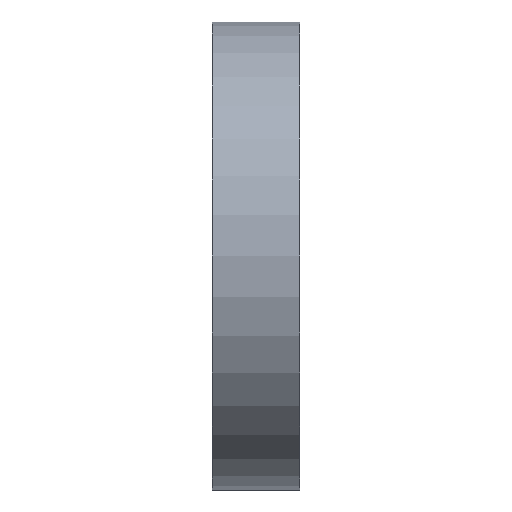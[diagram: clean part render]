
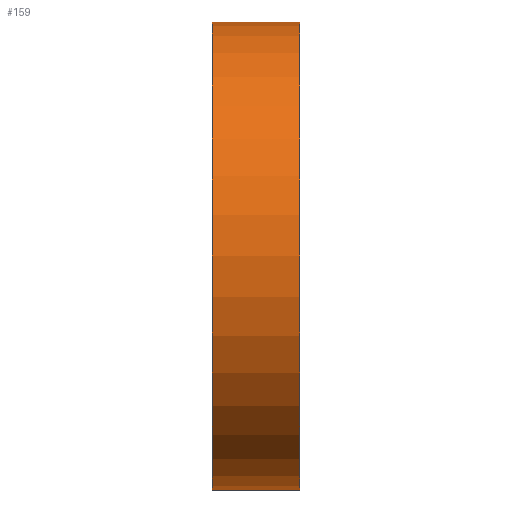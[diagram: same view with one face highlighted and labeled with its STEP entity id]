
A CAD part, left-side view. The second image highlights one B-rep face of the part: STEP entity #159.
In plain terms, the highlighted cylindrical face has radius 80 mm (diameter 160 mm), a partial arc.
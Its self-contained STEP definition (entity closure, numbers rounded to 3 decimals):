
#10 = CARTESIAN_POINT ( 'NONE',  ( 0., 0., 80. ) ) ;
#35 = AXIS2_PLACEMENT_3D ( 'NONE', #127, #1063, #947 ) ;
#58 = CARTESIAN_POINT ( 'NONE',  ( 0., 30., -80. ) ) ;
#76 = VECTOR ( 'NONE', #1468, 1000. ) ;
#117 = VERTEX_POINT ( 'NONE', #10 ) ;
#127 = CARTESIAN_POINT ( 'NONE',  ( 0., 0., 0. ) ) ;
#145 = CARTESIAN_POINT ( 'NONE',  ( 0., 30., 0. ) ) ;
#159 = ADVANCED_FACE ( 'NONE', ( #398 ), #622, .T. ) ;
#256 = LINE ( 'NONE', #500, #749 ) ;
#305 = CARTESIAN_POINT ( 'NONE',  ( 0., 30., 80. ) ) ;
#339 = EDGE_LOOP ( 'NONE', ( #1387, #1408, #1146, #1447 ) ) ;
#364 = EDGE_CURVE ( 'NONE', #851, #485, #1453, .T. ) ;
#365 = DIRECTION ( 'NONE',  ( 0., 0., -1. ) ) ;
#392 = VERTEX_POINT ( 'NONE', #305 ) ;
#398 = FACE_OUTER_BOUND ( 'NONE', #339, .T. ) ;
#470 = DIRECTION ( 'NONE',  ( 0., -1., 0. ) ) ;
#474 = DIRECTION ( 'NONE',  ( 0., 0., 1. ) ) ;
#485 = VERTEX_POINT ( 'NONE', #1482 ) ;
#500 = CARTESIAN_POINT ( 'NONE',  ( 0., 30., 80. ) ) ;
#571 = AXIS2_PLACEMENT_3D ( 'NONE', #145, #1172, #474 ) ;
#602 = CIRCLE ( 'NONE', #35, 80. ) ;
#622 = CYLINDRICAL_SURFACE ( 'NONE', #901, 80. ) ;
#625 = CARTESIAN_POINT ( 'NONE',  ( 0., 30., -80. ) ) ;
#749 = VECTOR ( 'NONE', #963, 1000. ) ;
#768 = EDGE_CURVE ( 'NONE', #392, #117, #256, .T. ) ;
#851 = VERTEX_POINT ( 'NONE', #625 ) ;
#901 = AXIS2_PLACEMENT_3D ( 'NONE', #937, #470, #365 ) ;
#937 = CARTESIAN_POINT ( 'NONE',  ( 0., 30., 0. ) ) ;
#947 = DIRECTION ( 'NONE',  ( 0., 0., 1. ) ) ;
#963 = DIRECTION ( 'NONE',  ( 0., -1., 0. ) ) ;
#1063 = DIRECTION ( 'NONE',  ( 0., 1., 0. ) ) ;
#1146 = ORIENTED_EDGE ( 'NONE', *, *, #364, .T. ) ;
#1172 = DIRECTION ( 'NONE',  ( 0., 1., 0. ) ) ;
#1387 = ORIENTED_EDGE ( 'NONE', *, *, #768, .F. ) ;
#1408 = ORIENTED_EDGE ( 'NONE', *, *, #1524, .F. ) ;
#1435 = CIRCLE ( 'NONE', #571, 80. ) ;
#1447 = ORIENTED_EDGE ( 'NONE', *, *, #1503, .T. ) ;
#1453 = LINE ( 'NONE', #58, #76 ) ;
#1468 = DIRECTION ( 'NONE',  ( 0., -1., 0. ) ) ;
#1482 = CARTESIAN_POINT ( 'NONE',  ( 0., 0., -80. ) ) ;
#1503 = EDGE_CURVE ( 'NONE', #485, #117, #602, .T. ) ;
#1524 = EDGE_CURVE ( 'NONE', #851, #392, #1435, .T. ) ;
